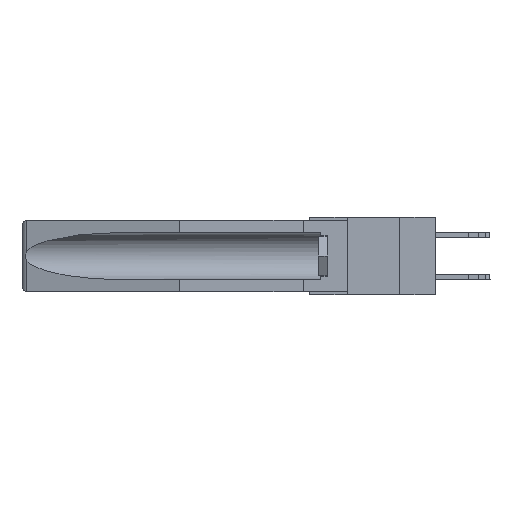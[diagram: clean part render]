
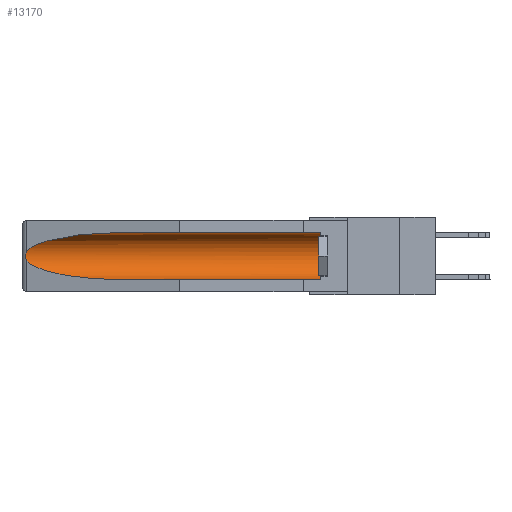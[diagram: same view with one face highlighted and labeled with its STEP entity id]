
A CAD part, left-side view. The second image highlights one B-rep face of the part: STEP entity #13170.
In plain terms, the highlighted cylindrical face has radius 2.857 mm (diameter 5.715 mm), a partial arc.
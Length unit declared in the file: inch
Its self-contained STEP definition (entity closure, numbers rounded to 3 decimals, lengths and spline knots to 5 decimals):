
#498 = CARTESIAN_POINT ( 'NONE',  ( 0.26597, 1.52961, -0.15275 ) ) ;
#802 = CARTESIAN_POINT ( 'NONE',  ( 0.155, 0.126, -0.059 ) ) ;
#881 = DIRECTION ( 'NONE',  ( 0., 0., 1. ) ) ;
#1033 =( BOUNDED_CURVE ( )  B_SPLINE_CURVE ( 3, ( #10794, #12541, #9162, #21092 ),
 .UNSPECIFIED., .F., .F. ) 
 B_SPLINE_CURVE_WITH_KNOTS ( ( 4, 4 ),
 ( 0.1948, 1.5708 ),
 .UNSPECIFIED. ) 
 CURVE ( )  GEOMETRIC_REPRESENTATION_ITEM ( )  RATIONAL_B_SPLINE_CURVE ( ( 1., 0.848, 0.848, 1. ) ) 
 REPRESENTATION_ITEM ( '' )  );
#1134 = CYLINDRICAL_SURFACE ( 'NONE', #11387, 0.1125 ) ;
#2377 = DIRECTION ( 'NONE',  ( 0., 0., 1. ) ) ;
#2485 = FACE_OUTER_BOUND ( 'NONE', #8764, .T. ) ;
#2602 = DIRECTION ( 'NONE',  ( 0., 1., 0. ) ) ;
#2892 = AXIS2_PLACEMENT_3D ( 'NONE', #11188, #5689, #881 ) ;
#3226 = CARTESIAN_POINT ( 'NONE',  ( 0.26537, 1.52718, -0.19328 ) ) ;
#4113 = CARTESIAN_POINT ( 'NONE',  ( 0.155, 1.07973, -0.059 ) ) ;
#4146 = CARTESIAN_POINT ( 'NONE',  ( 0.155, 0.126, -0.284 ) ) ;
#4230 = ORIENTED_EDGE ( 'NONE', *, *, #14978, .T. ) ;
#4291 = EDGE_CURVE ( 'NONE', #10917, #15253, #1033, .T. ) ;
#4481 = CARTESIAN_POINT ( 'NONE',  ( 0.155, 1.07973, -0.284 ) ) ;
#4992 = LINE ( 'NONE', #12448, #18157 ) ;
#5042 = CARTESIAN_POINT ( 'NONE',  ( 0.2675, 1.53308, -0.17534 ) ) ;
#5561 = B_SPLINE_CURVE_WITH_KNOTS ( 'NONE', 3,
 ( #21003, #498, #8220, #13459, #11530, #5042, #8349, #6945, #12110, #3226 ),
 .UNSPECIFIED., .F., .F.,
 ( 4, 2, 2, 2, 4 ),
 ( 0., 0.00029, 0.00058, 0.00087, 0.00117 ),
 .UNSPECIFIED. ) ;
#5689 = DIRECTION ( 'NONE',  ( 0., -1., 0. ) ) ;
#5808 = VECTOR ( 'NONE', #19834, 39.37008 ) ;
#6945 = CARTESIAN_POINT ( 'NONE',  ( 0.26655, 1.53094, -0.18657 ) ) ;
#7669 = CARTESIAN_POINT ( 'NONE',  ( 0.25451, 1.48313, -0.09465 ) ) ;
#7677 = CIRCLE ( 'NONE', #2892, 0.1125 ) ;
#8059 = VERTEX_POINT ( 'NONE', #12620 ) ;
#8196 =( BOUNDED_CURVE ( )  B_SPLINE_CURVE ( 3, ( #4113, #17837, #7669, #10876 ),
 .UNSPECIFIED., .F., .T. ) 
 B_SPLINE_CURVE_WITH_KNOTS ( ( 4, 4 ),
 ( 4.71239, 6.08839 ),
 .UNSPECIFIED. ) 
 CURVE ( )  GEOMETRIC_REPRESENTATION_ITEM ( )  RATIONAL_B_SPLINE_CURVE ( ( 1., 0.848, 0.848, 1. ) ) 
 REPRESENTATION_ITEM ( '' )  );
#8220 = CARTESIAN_POINT ( 'NONE',  ( 0.26654, 1.53092, -0.15636 ) ) ;
#8349 = CARTESIAN_POINT ( 'NONE',  ( 0.2673, 1.53269, -0.17917 ) ) ;
#8764 = EDGE_LOOP ( 'NONE', ( #16851, #10455, #11559, #20873, #4230, #17573 ) ) ;
#9162 = CARTESIAN_POINT ( 'NONE',  ( 0.21114, 1.30732, -0.284 ) ) ;
#9729 = EDGE_CURVE ( 'NONE', #21364, #10917, #5561, .T. ) ;
#10268 = EDGE_CURVE ( 'NONE', #10460, #8059, #4992, .T. ) ;
#10455 = ORIENTED_EDGE ( 'NONE', *, *, #9729, .T. ) ;
#10460 = VERTEX_POINT ( 'NONE', #802 ) ;
#10794 = CARTESIAN_POINT ( 'NONE',  ( 0.26537, 1.52718, -0.19328 ) ) ;
#10876 = CARTESIAN_POINT ( 'NONE',  ( 0.26537, 1.52718, -0.14972 ) ) ;
#10917 = VERTEX_POINT ( 'NONE', #21340 ) ;
#11018 = CARTESIAN_POINT ( 'NONE',  ( 0.155, -0.30754, -0.284 ) ) ;
#11188 = CARTESIAN_POINT ( 'NONE',  ( 0.155, 0.126, -0.1715 ) ) ;
#11387 = AXIS2_PLACEMENT_3D ( 'NONE', #16039, #2602, #2377 ) ;
#11530 = CARTESIAN_POINT ( 'NONE',  ( 0.2675, 1.53308, -0.16763 ) ) ;
#11559 = ORIENTED_EDGE ( 'NONE', *, *, #4291, .T. ) ;
#12110 = CARTESIAN_POINT ( 'NONE',  ( 0.26597, 1.5296, -0.19026 ) ) ;
#12448 = CARTESIAN_POINT ( 'NONE',  ( 0.155, -0.30754, -0.059 ) ) ;
#12527 = DIRECTION ( 'NONE',  ( 0., 1., 0. ) ) ;
#12541 = CARTESIAN_POINT ( 'NONE',  ( 0.25451, 1.48313, -0.24835 ) ) ;
#12620 = CARTESIAN_POINT ( 'NONE',  ( 0.155, 1.07973, -0.059 ) ) ;
#13170 = ADVANCED_FACE ( 'NONE', ( #2485 ), #1134, .F. ) ;
#13304 = EDGE_CURVE ( 'NONE', #16681, #15253, #15467, .T. ) ;
#13459 = CARTESIAN_POINT ( 'NONE',  ( 0.2673, 1.5327, -0.16383 ) ) ;
#14978 = EDGE_CURVE ( 'NONE', #16681, #10460, #7677, .T. ) ;
#15253 = VERTEX_POINT ( 'NONE', #4481 ) ;
#15467 = LINE ( 'NONE', #11018, #5808 ) ;
#15889 = EDGE_CURVE ( 'NONE', #8059, #21364, #8196, .T. ) ;
#16039 = CARTESIAN_POINT ( 'NONE',  ( 0.155, -0.30754, -0.1715 ) ) ;
#16681 = VERTEX_POINT ( 'NONE', #4146 ) ;
#16851 = ORIENTED_EDGE ( 'NONE', *, *, #15889, .T. ) ;
#17573 = ORIENTED_EDGE ( 'NONE', *, *, #10268, .T. ) ;
#17788 = CARTESIAN_POINT ( 'NONE',  ( 0.26537, 1.52718, -0.14972 ) ) ;
#17837 = CARTESIAN_POINT ( 'NONE',  ( 0.21114, 1.30732, -0.059 ) ) ;
#18157 = VECTOR ( 'NONE', #12527, 39.37008 ) ;
#19834 = DIRECTION ( 'NONE',  ( 0., 1., 0. ) ) ;
#20873 = ORIENTED_EDGE ( 'NONE', *, *, #13304, .F. ) ;
#21003 = CARTESIAN_POINT ( 'NONE',  ( 0.26537, 1.52718, -0.14972 ) ) ;
#21092 = CARTESIAN_POINT ( 'NONE',  ( 0.155, 1.07973, -0.284 ) ) ;
#21340 = CARTESIAN_POINT ( 'NONE',  ( 0.26537, 1.52718, -0.19328 ) ) ;
#21364 = VERTEX_POINT ( 'NONE', #17788 ) ;
